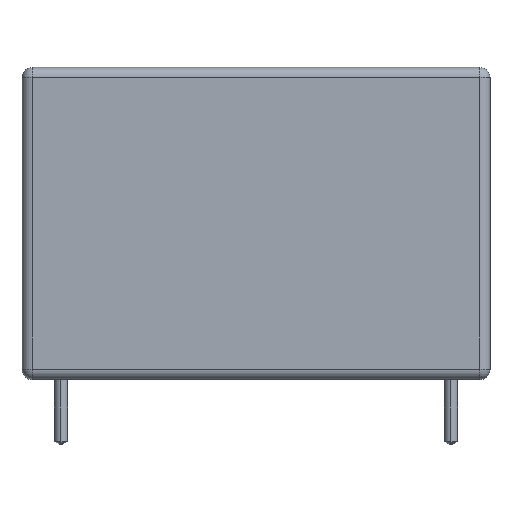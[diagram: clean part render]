
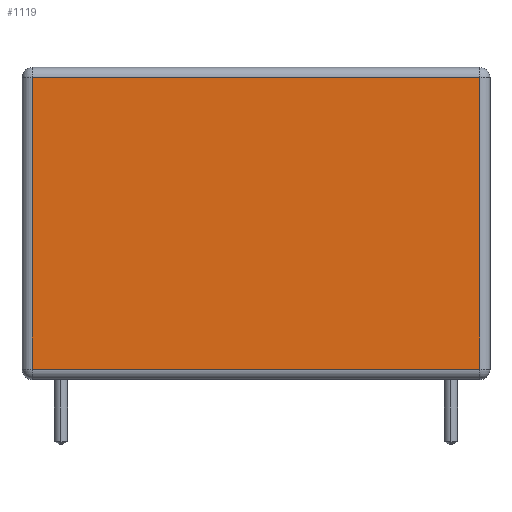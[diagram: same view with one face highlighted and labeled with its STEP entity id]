
A CAD part, top view. The second image highlights one B-rep face of the part: STEP entity #1119.
In plain terms, the highlighted planar face has unit normal (0, 0, 1).
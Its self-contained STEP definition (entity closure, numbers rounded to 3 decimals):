
#65 = VERTEX_POINT ( 'NONE', #680 ) ;
#95 = VERTEX_POINT ( 'NONE', #691 ) ;
#134 = EDGE_LOOP ( 'NONE', ( #625, #229, #888, #565 ) ) ;
#166 = EDGE_CURVE ( 'NONE', #652, #95, #1064, .T. ) ;
#205 = EDGE_CURVE ( 'NONE', #95, #1266, #441, .T. ) ;
#209 = VECTOR ( 'NONE', #974, 1000. ) ;
#229 = ORIENTED_EDGE ( 'NONE', *, *, #166, .T. ) ;
#311 = LINE ( 'NONE', #1362, #1164 ) ;
#403 = VECTOR ( 'NONE', #835, 1000. ) ;
#415 = CARTESIAN_POINT ( 'NONE',  ( -1.865, 12., 3. ) ) ;
#441 = LINE ( 'NONE', #606, #403 ) ;
#492 = CARTESIAN_POINT ( 'NONE',  ( 15.735, 12., 3. ) ) ;
#531 = DIRECTION ( 'NONE',  ( -1., 0., 0. ) ) ;
#551 = AXIS2_PLACEMENT_3D ( 'NONE', #415, #1189, #531 ) ;
#565 = ORIENTED_EDGE ( 'NONE', *, *, #654, .T. ) ;
#606 = CARTESIAN_POINT ( 'NONE',  ( -1.865, 11.6, 3. ) ) ;
#625 = ORIENTED_EDGE ( 'NONE', *, *, #1409, .T. ) ;
#629 = PLANE ( 'NONE',  #551 ) ;
#652 = VERTEX_POINT ( 'NONE', #752 ) ;
#654 = EDGE_CURVE ( 'NONE', #1266, #65, #799, .T. ) ;
#680 = CARTESIAN_POINT ( 'NONE',  ( -1.465, 0.4, 3. ) ) ;
#691 = CARTESIAN_POINT ( 'NONE',  ( 15.735, 11.6, 3. ) ) ;
#752 = CARTESIAN_POINT ( 'NONE',  ( 15.735, 0.4, 3. ) ) ;
#796 = DIRECTION ( 'NONE',  ( 1., 0., 0. ) ) ;
#799 = LINE ( 'NONE', #856, #209 ) ;
#835 = DIRECTION ( 'NONE',  ( -1., 0., 0. ) ) ;
#856 = CARTESIAN_POINT ( 'NONE',  ( -1.465, 12., 3. ) ) ;
#888 = ORIENTED_EDGE ( 'NONE', *, *, #205, .T. ) ;
#974 = DIRECTION ( 'NONE',  ( 0., -1., 0. ) ) ;
#1023 = VECTOR ( 'NONE', #1048, 1000. ) ;
#1048 = DIRECTION ( 'NONE',  ( 0., 1., 0. ) ) ;
#1064 = LINE ( 'NONE', #492, #1023 ) ;
#1118 = CARTESIAN_POINT ( 'NONE',  ( -1.465, 11.6, 3. ) ) ;
#1119 = ADVANCED_FACE ( 'NONE', ( #1306 ), #629, .F. ) ;
#1164 = VECTOR ( 'NONE', #796, 1000. ) ;
#1189 = DIRECTION ( 'NONE',  ( 0., 0., -1. ) ) ;
#1266 = VERTEX_POINT ( 'NONE', #1118 ) ;
#1306 = FACE_OUTER_BOUND ( 'NONE', #134, .T. ) ;
#1362 = CARTESIAN_POINT ( 'NONE',  ( -1.865, 0.4, 3. ) ) ;
#1409 = EDGE_CURVE ( 'NONE', #65, #652, #311, .T. ) ;
